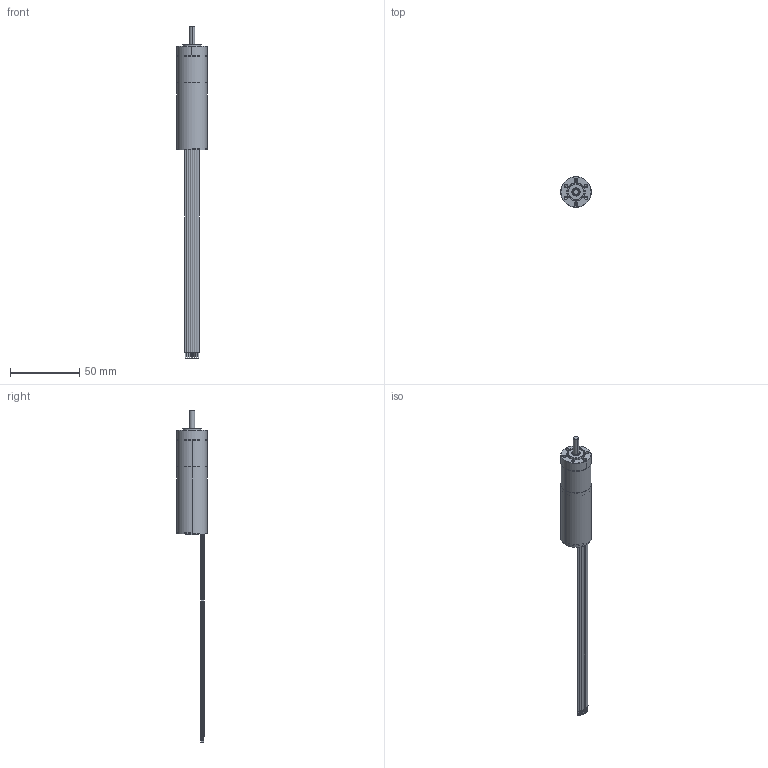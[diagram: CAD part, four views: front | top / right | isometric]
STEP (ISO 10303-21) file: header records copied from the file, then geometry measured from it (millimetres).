
FILE_DESCRIPTION((''),'2;1');
FILE_NAME('4611180002018_SW0001','2023-06-28T18:24:37',('ms27786'),(''),'CREO PARAMETRIC BY PTC INC, 2018100','CREO PARAMETRIC BY PTC INC, 2018100','');
FILE_SCHEMA(('CONFIG_CONTROL_DESIGN'));
Length unit declared in the file: millimetre
Products named in the file (1): 4611180002018_SW0001
Bounding box: 22 x 22 x 239.5 mm (x, y, z)
Volume: 13130.3 mm3; surface area: 19997 mm2
Topology: 9 solids, 11 shells, 849 faces, 2224 edges, 1430 vertices
Faces by surface type: cylinder 389, cone 182, extrusion 114, plane 86, torus 52, bspline 26
Entity records: 29804 total; most frequent: CARTESIAN_POINT 9078, ORIENTED_EDGE 4408, DIRECTION 4279, EDGE_CURVE 2204, AXIS2_PLACEMENT_3D 1770, VERTEX_POINT 1428, CIRCLE 1063, EDGE_LOOP 910
